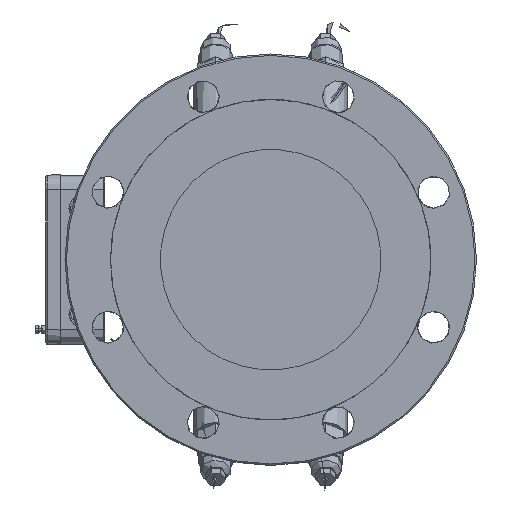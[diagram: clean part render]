
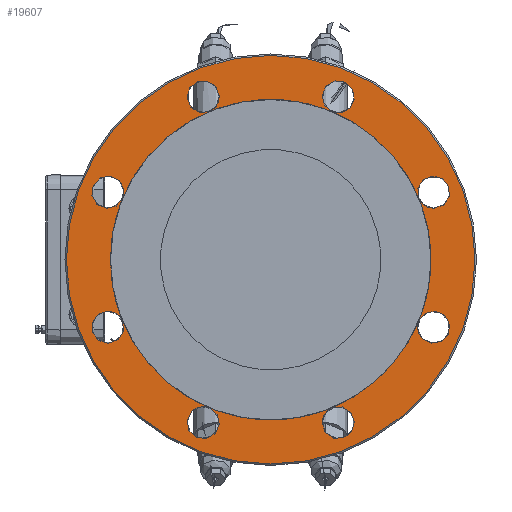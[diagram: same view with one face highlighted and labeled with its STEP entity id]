
A CAD part, left-side view. The second image highlights one B-rep face of the part: STEP entity #19607.
In plain terms, the highlighted planar face has unit normal (-1, 0, 0).
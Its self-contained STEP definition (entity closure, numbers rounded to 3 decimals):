
#491=FACE_BOUND('',#2549,.T.);
#492=FACE_BOUND('',#2550,.T.);
#493=FACE_BOUND('',#2551,.T.);
#494=FACE_BOUND('',#2552,.T.);
#495=FACE_BOUND('',#2553,.T.);
#496=FACE_BOUND('',#2554,.T.);
#497=FACE_BOUND('',#2555,.T.);
#498=FACE_BOUND('',#2556,.T.);
#499=FACE_BOUND('',#2557,.T.);
#1451=FACE_OUTER_BOUND('',#2548,.T.);
#2548=EDGE_LOOP('',(#16596));
#2549=EDGE_LOOP('',(#16597));
#2550=EDGE_LOOP('',(#16598));
#2551=EDGE_LOOP('',(#16599));
#2552=EDGE_LOOP('',(#16600));
#2553=EDGE_LOOP('',(#16601));
#2554=EDGE_LOOP('',(#16602));
#2555=EDGE_LOOP('',(#16603));
#2556=EDGE_LOOP('',(#16604));
#2557=EDGE_LOOP('',(#16605));
#3146=CIRCLE('',#21075,11.);
#3147=CIRCLE('',#21077,11.);
#3148=CIRCLE('',#21079,11.);
#3149=CIRCLE('',#21081,11.);
#3150=CIRCLE('',#21083,11.);
#3151=CIRCLE('',#21085,11.);
#3152=CIRCLE('',#21087,11.);
#3153=CIRCLE('',#21089,11.);
#3160=CIRCLE('',#21102,139.);
#3161=CIRCLE('',#21103,109.);
#8950=VERTEX_POINT('',#38787);
#8951=VERTEX_POINT('',#38790);
#8952=VERTEX_POINT('',#38793);
#8953=VERTEX_POINT('',#38796);
#8954=VERTEX_POINT('',#38799);
#8955=VERTEX_POINT('',#38802);
#8956=VERTEX_POINT('',#38805);
#8957=VERTEX_POINT('',#38808);
#8964=VERTEX_POINT('',#38828);
#8965=VERTEX_POINT('',#38830);
#11524=EDGE_CURVE('',#8950,#8950,#3146,.F.);
#11525=EDGE_CURVE('',#8951,#8951,#3147,.F.);
#11526=EDGE_CURVE('',#8952,#8952,#3148,.F.);
#11527=EDGE_CURVE('',#8953,#8953,#3149,.F.);
#11528=EDGE_CURVE('',#8954,#8954,#3150,.F.);
#11529=EDGE_CURVE('',#8955,#8955,#3151,.F.);
#11530=EDGE_CURVE('',#8956,#8956,#3152,.F.);
#11531=EDGE_CURVE('',#8957,#8957,#3153,.F.);
#11538=EDGE_CURVE('',#8964,#8964,#3160,.T.);
#11539=EDGE_CURVE('',#8965,#8965,#3161,.T.);
#16596=ORIENTED_EDGE('',*,*,#11538,.F.);
#16597=ORIENTED_EDGE('',*,*,#11539,.T.);
#16598=ORIENTED_EDGE('',*,*,#11531,.T.);
#16599=ORIENTED_EDGE('',*,*,#11530,.T.);
#16600=ORIENTED_EDGE('',*,*,#11529,.T.);
#16601=ORIENTED_EDGE('',*,*,#11528,.T.);
#16602=ORIENTED_EDGE('',*,*,#11527,.T.);
#16603=ORIENTED_EDGE('',*,*,#11526,.T.);
#16604=ORIENTED_EDGE('',*,*,#11525,.T.);
#16605=ORIENTED_EDGE('',*,*,#11524,.T.);
#17595=PLANE('',#21101);
#19607=ADVANCED_FACE('',(#1451,#491,#492,#493,#494,#495,#496,#497,#498,
#499),#17595,.T.);
#21075=AXIS2_PLACEMENT_3D('',#38788,#25864,#25865);
#21077=AXIS2_PLACEMENT_3D('',#38791,#25868,#25869);
#21079=AXIS2_PLACEMENT_3D('',#38794,#25872,#25873);
#21081=AXIS2_PLACEMENT_3D('',#38797,#25876,#25877);
#21083=AXIS2_PLACEMENT_3D('',#38800,#25880,#25881);
#21085=AXIS2_PLACEMENT_3D('',#38803,#25884,#25885);
#21087=AXIS2_PLACEMENT_3D('',#38806,#25888,#25889);
#21089=AXIS2_PLACEMENT_3D('',#38809,#25892,#25893);
#21101=AXIS2_PLACEMENT_3D('',#38827,#25916,#25917);
#21102=AXIS2_PLACEMENT_3D('',#38829,#25918,#25919);
#21103=AXIS2_PLACEMENT_3D('',#38831,#25920,#25921);
#25864=DIRECTION('center_axis',(-1.,0.,0.));
#25865=DIRECTION('ref_axis',(0.,1.,0.));
#25868=DIRECTION('center_axis',(-1.,0.,0.));
#25869=DIRECTION('ref_axis',(0.,0.,-1.));
#25872=DIRECTION('center_axis',(-1.,0.,0.));
#25873=DIRECTION('ref_axis',(0.,-1.,0.));
#25876=DIRECTION('center_axis',(-1.,0.,0.));
#25877=DIRECTION('ref_axis',(0.,0.707,0.707));
#25880=DIRECTION('center_axis',(-1.,0.,0.));
#25881=DIRECTION('ref_axis',(0.,0.,1.));
#25884=DIRECTION('center_axis',(-1.,0.,0.));
#25885=DIRECTION('ref_axis',(0.,-0.707,0.707));
#25888=DIRECTION('center_axis',(-1.,0.,0.));
#25889=DIRECTION('ref_axis',(0.,-0.707,-0.707));
#25892=DIRECTION('center_axis',(-1.,0.,0.));
#25893=DIRECTION('ref_axis',(0.,0.707,-0.707));
#25916=DIRECTION('center_axis',(-1.,0.,0.));
#25917=DIRECTION('ref_axis',(0.,1.,0.));
#25918=DIRECTION('center_axis',(1.,0.,0.));
#25919=DIRECTION('ref_axis',(0.,1.,0.));
#25920=DIRECTION('center_axis',(1.,0.,0.));
#25921=DIRECTION('ref_axis',(0.,1.,0.));
#38787=CARTESIAN_POINT('',(-297.,-34.922,-110.866));
#38788=CARTESIAN_POINT('Origin',(-297.,-45.922,-110.866));
#38790=CARTESIAN_POINT('',(-297.,-110.866,34.922));
#38791=CARTESIAN_POINT('Origin',(-297.,-110.866,45.922));
#38793=CARTESIAN_POINT('',(-297.,34.922,110.866));
#38794=CARTESIAN_POINT('Origin',(-297.,45.922,110.866));
#38796=CARTESIAN_POINT('',(-297.,53.7,-103.087));
#38797=CARTESIAN_POINT('Origin',(-297.,45.922,-110.866));
#38799=CARTESIAN_POINT('',(-297.,110.866,-34.922));
#38800=CARTESIAN_POINT('Origin',(-297.,110.866,-45.922));
#38802=CARTESIAN_POINT('',(-297.,103.087,53.7));
#38803=CARTESIAN_POINT('Origin',(-297.,110.866,45.922));
#38805=CARTESIAN_POINT('',(-297.,-53.7,103.087));
#38806=CARTESIAN_POINT('Origin',(-297.,-45.922,110.866));
#38808=CARTESIAN_POINT('',(-297.,-103.087,-53.7));
#38809=CARTESIAN_POINT('Origin',(-297.,-110.866,-45.922));
#38827=CARTESIAN_POINT('Origin',(-297.,0.,0.));
#38828=CARTESIAN_POINT('',(-297.,139.,0.));
#38829=CARTESIAN_POINT('Origin',(-297.,0.,0.));
#38830=CARTESIAN_POINT('',(-297.,109.,0.));
#38831=CARTESIAN_POINT('Origin',(-297.,0.,0.));
